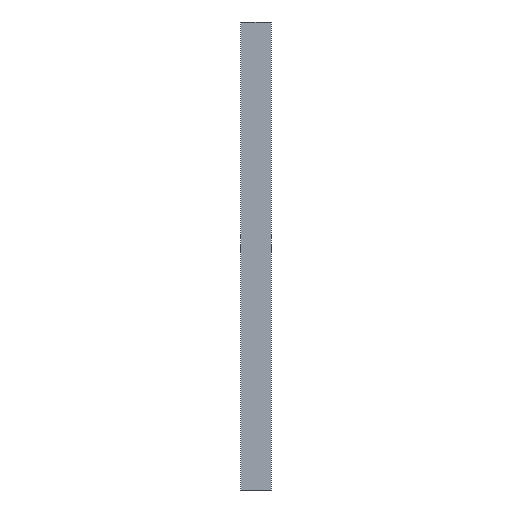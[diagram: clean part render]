
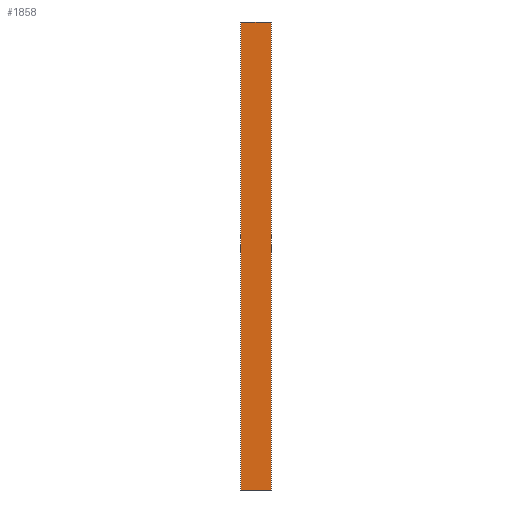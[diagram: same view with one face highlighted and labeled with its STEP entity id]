
A CAD part, front view. The second image highlights one B-rep face of the part: STEP entity #1858.
In plain terms, the highlighted planar face has unit normal (0, -1, 0).
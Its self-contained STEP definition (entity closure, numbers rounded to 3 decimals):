
#80 = FACE_OUTER_BOUND ( 'NONE', #755, .T. ) ;
#101 = ORIENTED_EDGE ( 'NONE', *, *, #1754, .F. ) ;
#251 = VERTEX_POINT ( 'NONE', #1630 ) ;
#285 = VERTEX_POINT ( 'NONE', #325 ) ;
#290 = LINE ( 'NONE', #2422, #1328 ) ;
#325 = CARTESIAN_POINT ( 'NONE',  ( -65., -53., -1000. ) ) ;
#328 = LINE ( 'NONE', #1672, #2597 ) ;
#383 = VERTEX_POINT ( 'NONE', #531 ) ;
#526 = DIRECTION ( 'NONE',  ( 0., 1., 0. ) ) ;
#531 = CARTESIAN_POINT ( 'NONE',  ( 65., -53., 1000. ) ) ;
#720 = CARTESIAN_POINT ( 'NONE',  ( 65., -53., 1000. ) ) ;
#755 = EDGE_LOOP ( 'NONE', ( #1406, #101, #1606, #1297 ) ) ;
#879 = EDGE_CURVE ( 'NONE', #251, #383, #2854, .T. ) ;
#1066 = DIRECTION ( 'NONE',  ( 1., 0., 0. ) ) ;
#1166 = VECTOR ( 'NONE', #1066, 1000. ) ;
#1297 = ORIENTED_EDGE ( 'NONE', *, *, #1979, .T. ) ;
#1328 = VECTOR ( 'NONE', #2642, 1000. ) ;
#1388 = DIRECTION ( 'NONE',  ( 0., 0., -1. ) ) ;
#1406 = ORIENTED_EDGE ( 'NONE', *, *, #2236, .T. ) ;
#1606 = ORIENTED_EDGE ( 'NONE', *, *, #879, .F. ) ;
#1630 = CARTESIAN_POINT ( 'NONE',  ( -65., -53., 1000. ) ) ;
#1672 = CARTESIAN_POINT ( 'NONE',  ( -65., -53., 1000. ) ) ;
#1754 = EDGE_CURVE ( 'NONE', #383, #2449, #2635, .T. ) ;
#1853 = PLANE ( 'NONE',  #2252 ) ;
#1858 = ADVANCED_FACE ( 'NONE', ( #80 ), #1853, .F. ) ;
#1861 = CARTESIAN_POINT ( 'NONE',  ( 65., -53., -1000. ) ) ;
#1979 = EDGE_CURVE ( 'NONE', #251, #285, #328, .T. ) ;
#2077 = DIRECTION ( 'NONE',  ( 0., 0., 1. ) ) ;
#2236 = EDGE_CURVE ( 'NONE', #285, #2449, #290, .T. ) ;
#2252 = AXIS2_PLACEMENT_3D ( 'NONE', #2731, #526, #2077 ) ;
#2336 = DIRECTION ( 'NONE',  ( 0., 0., -1. ) ) ;
#2422 = CARTESIAN_POINT ( 'NONE',  ( 0., -53., -1000. ) ) ;
#2449 = VERTEX_POINT ( 'NONE', #1861 ) ;
#2565 = VECTOR ( 'NONE', #1388, 1000. ) ;
#2597 = VECTOR ( 'NONE', #2336, 1000. ) ;
#2607 = CARTESIAN_POINT ( 'NONE',  ( 0., -53., 1000. ) ) ;
#2635 = LINE ( 'NONE', #720, #2565 ) ;
#2642 = DIRECTION ( 'NONE',  ( 1., 0., 0. ) ) ;
#2731 = CARTESIAN_POINT ( 'NONE',  ( 0., -53., 1000. ) ) ;
#2854 = LINE ( 'NONE', #2607, #1166 ) ;
